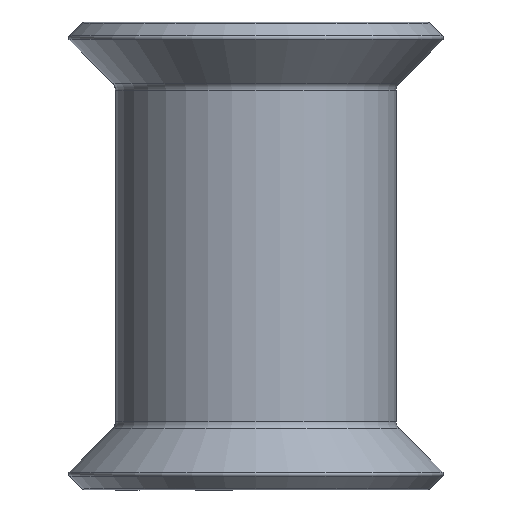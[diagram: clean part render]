
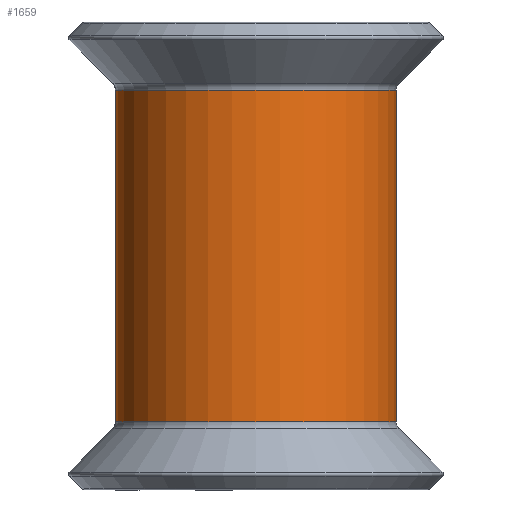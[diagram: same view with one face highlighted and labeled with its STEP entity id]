
A CAD part, front view. The second image highlights one B-rep face of the part: STEP entity #1659.
In plain terms, the highlighted cylindrical face has radius 3.81 mm (diameter 7.62 mm), a partial arc.
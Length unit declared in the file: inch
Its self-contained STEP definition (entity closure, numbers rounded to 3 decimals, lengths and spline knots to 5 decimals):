
#21 = DIRECTION ( 'NONE',  ( -1., 0., 0. ) ) ;
#56 = DIRECTION ( 'NONE',  ( 0., 0., -1. ) ) ;
#61 = AXIS2_PLACEMENT_3D ( 'NONE', #2722, #1434, #141 ) ;
#93 = ORIENTED_EDGE ( 'NONE', *, *, #1289, .T. ) ;
#141 = DIRECTION ( 'NONE',  ( -1., 0., 0. ) ) ;
#225 = AXIS2_PLACEMENT_3D ( 'NONE', #1669, #1901, #1680 ) ;
#260 = DIRECTION ( 'NONE',  ( 0., 0., -1. ) ) ;
#292 = ORIENTED_EDGE ( 'NONE', *, *, #953, .F. ) ;
#336 = VERTEX_POINT ( 'NONE', #1736 ) ;
#348 = ORIENTED_EDGE ( 'NONE', *, *, #1883, .F. ) ;
#349 = EDGE_LOOP ( 'NONE', ( #93, #348, #292, #2733 ) ) ;
#489 = CARTESIAN_POINT ( 'NONE',  ( -0.025, -0.5, 0.17722 ) ) ;
#578 = FACE_OUTER_BOUND ( 'NONE', #349, .T. ) ;
#917 = CARTESIAN_POINT ( 'NONE',  ( 0.125, -0.35, 0.25 ) ) ;
#953 = EDGE_CURVE ( 'NONE', #1464, #1076, #2658, .T. ) ;
#976 = LINE ( 'NONE', #1117, #1473 ) ;
#1074 = CYLINDRICAL_SURFACE ( 'NONE', #225, 0.15 ) ;
#1076 = VERTEX_POINT ( 'NONE', #1608 ) ;
#1117 = CARTESIAN_POINT ( 'NONE',  ( -0.025, -0.5, 0.25 ) ) ;
#1217 = CIRCLE ( 'NONE', #61, 0.15 ) ;
#1289 = EDGE_CURVE ( 'NONE', #1340, #336, #976, .T. ) ;
#1319 = DIRECTION ( 'NONE',  ( 0., 0., -1. ) ) ;
#1330 = AXIS2_PLACEMENT_3D ( 'NONE', #2605, #1319, #21 ) ;
#1340 = VERTEX_POINT ( 'NONE', #489 ) ;
#1434 = DIRECTION ( 'NONE',  ( 0., 0., -1. ) ) ;
#1464 = VERTEX_POINT ( 'NONE', #1628 ) ;
#1473 = VECTOR ( 'NONE', #260, 39.37008 ) ;
#1514 = VECTOR ( 'NONE', #56, 39.37008 ) ;
#1608 = CARTESIAN_POINT ( 'NONE',  ( 0.125, -0.35, -0.17722 ) ) ;
#1628 = CARTESIAN_POINT ( 'NONE',  ( 0.125, -0.35, 0.17722 ) ) ;
#1659 = ADVANCED_FACE ( 'NONE', ( #578 ), #1074, .T. ) ;
#1669 = CARTESIAN_POINT ( 'NONE',  ( 0.125, -0.5, 0.25 ) ) ;
#1680 = DIRECTION ( 'NONE',  ( -1., 0., 0. ) ) ;
#1736 = CARTESIAN_POINT ( 'NONE',  ( -0.025, -0.5, -0.17722 ) ) ;
#1883 = EDGE_CURVE ( 'NONE', #1076, #336, #2232, .T. ) ;
#1901 = DIRECTION ( 'NONE',  ( 0., 0., -1. ) ) ;
#2232 = CIRCLE ( 'NONE', #1330, 0.15 ) ;
#2416 = EDGE_CURVE ( 'NONE', #1464, #1340, #1217, .T. ) ;
#2605 = CARTESIAN_POINT ( 'NONE',  ( 0.125, -0.5, -0.17722 ) ) ;
#2658 = LINE ( 'NONE', #917, #1514 ) ;
#2722 = CARTESIAN_POINT ( 'NONE',  ( 0.125, -0.5, 0.17722 ) ) ;
#2733 = ORIENTED_EDGE ( 'NONE', *, *, #2416, .T. ) ;
